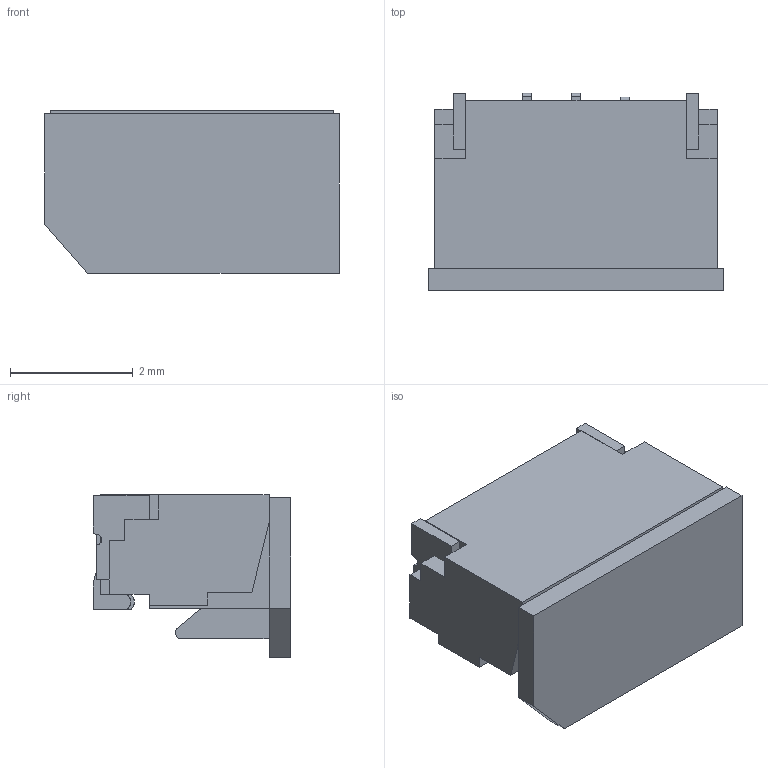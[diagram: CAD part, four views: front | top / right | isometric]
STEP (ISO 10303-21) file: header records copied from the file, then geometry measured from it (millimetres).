
FILE_DESCRIPTION(/* description */ ('Unknown'),/* implementation_level */ '2;1');
FILE_NAME(/* name */ '689303124022',/* time_stamp */ '2024-07-30T15:17:49+02:00',/* author */ ('Unknown'),/* organization */ ('Unknown'),/* preprocessor_version */ 'ST-DEVELOPER v19.4',/* originating_system */ 'Solid Edge',/* authorisation */ 'Unknown');
FILE_SCHEMA (('AUTOMOTIVE_DESIGN {1 0 10303 214 3 1 1}'));
Length unit declared in the file: millimetre
Products named in the file (5): 6893xx124022; 689303124022; 6893xx124022_Pin; 6893xx124022_Pin 2; 6893xx124022_Cap
Assembly tree (7 placements, depth 2):
  6893xx124022
    689303124022
    6893xx124022_Pin  x3
    6893xx124022_Pin 2  x2
    6893xx124022_Cap
Bounding box: 4.8 x 3.21 x 2.65 mm (x, y, z)
Volume: 20.6 mm3; surface area: 144.2 mm2
Topology: 7 solids, 7 shells, 235 faces, 692 edges, 460 vertices
Faces by surface type: plane 189, cylinder 46
Entity records: 5318 total; most frequent: CARTESIAN_POINT 933, ORIENTED_EDGE 928, DIRECTION 826, EDGE_CURVE 464, LINE 424, VECTOR 424, VERTEX_POINT 308, AXIS2_PLACEMENT_3D 201
